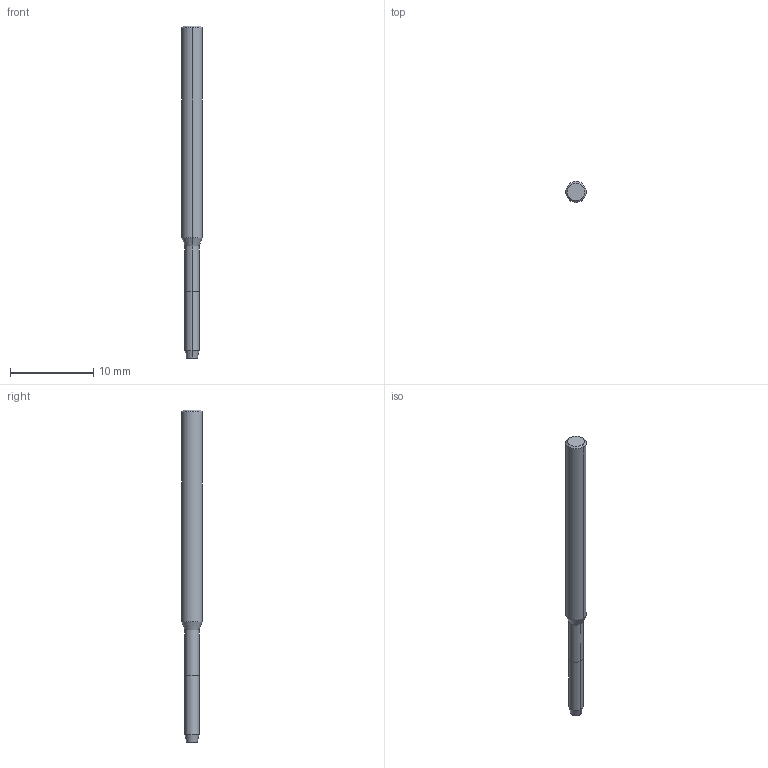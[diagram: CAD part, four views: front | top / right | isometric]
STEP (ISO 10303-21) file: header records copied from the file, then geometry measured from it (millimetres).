
FILE_DESCRIPTION(('no description'),'unknown implementation level');
FILE_NAME('solidxf94B1lrg7GxN3ZHP5fqB_NM5vk_1.STP',' ',('CIMSOURCE GmbH'),('CADClick - KiM GmbH - www.kimweb.de'),'unknown preprocess','ACIS','unknown authorization');
FILE_SCHEMA(('automotive_design'));
Length unit declared in the file: millimetre
Products named in the file (2): NOCUT; CUT
Bounding box: 2.5 x 2.5 x 40 mm (x, y, z)
Volume: 158.8 mm3; surface area: 341 mm2
Topology: 2 solids, 2 shells, 37 faces, 85 edges, 52 vertices
Faces by surface type: cylinder 18, cone 10, plane 9
Entity records: 2276 total; most frequent: CARTESIAN_POINT 396, DIRECTION 189, STYLED_ITEM 176, PRESENTATION_STYLE_ASSIGNMENT 176, COLOUR_RGB 176, ORIENTED_EDGE 170, EDGE_CURVE 85, CURVE_STYLE 85
